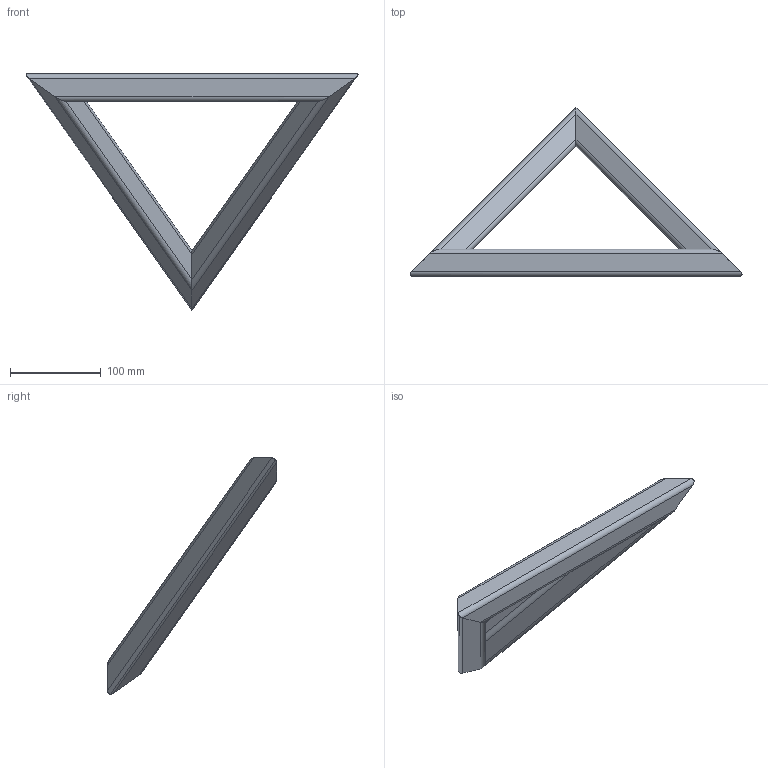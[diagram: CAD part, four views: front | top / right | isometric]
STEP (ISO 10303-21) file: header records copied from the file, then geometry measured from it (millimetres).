
FILE_DESCRIPTION (( 'STEP AP214' ), '1' );
FILE_NAME ('Dreieck-Schweisskonstruktion.STEP', '2016-11-20T07:18:56', ( '' ), ( '' ), 'SwSTEP 2.0', 'SolidWorks 2014', '' );
FILE_SCHEMA (( 'AUTOMOTIVE_DESIGN' ));
Length unit declared in the file: millimetre
Products named in the file (1): Dreieck-Schweisskonstruktion
Bounding box: 365.32 x 186.06 x 259.93 mm (x, y, z)
Volume: 240796.3 mm3; surface area: 188438.6 mm2
Topology: 3 solids, 3 shells, 58 faces, 156 edges, 104 vertices
Faces by surface type: plane 30, cylinder 28
Entity records: 1844 total; most frequent: CARTESIAN_POINT 487, ORIENTED_EDGE 312, DIRECTION 218, EDGE_CURVE 156, VERTEX_POINT 104, VECTOR 100, LINE 100, EDGE_LOOP 64
